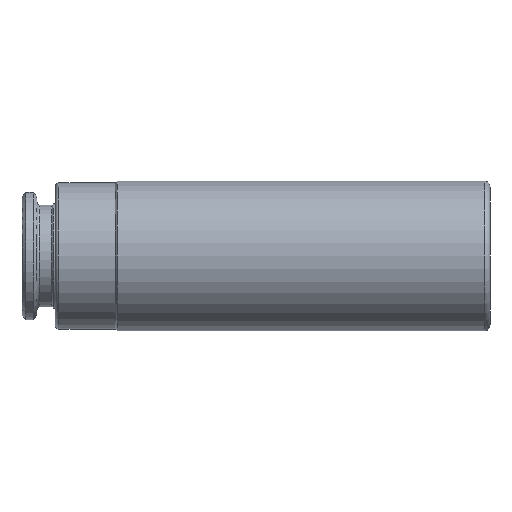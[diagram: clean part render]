
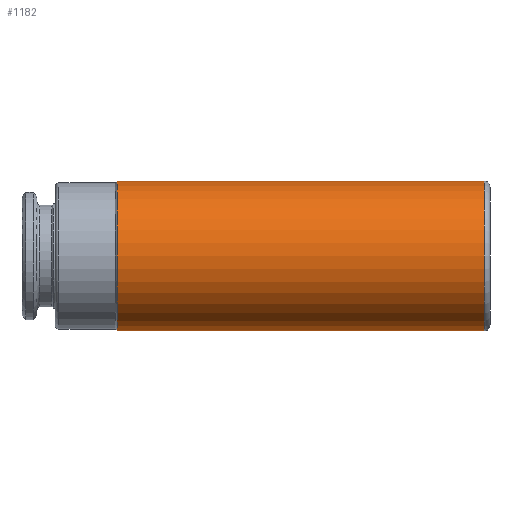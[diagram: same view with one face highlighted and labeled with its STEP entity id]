
A CAD part, front view. The second image highlights one B-rep face of the part: STEP entity #1182.
In plain terms, the highlighted cylindrical face has radius 10 mm (diameter 20 mm), a partial arc.
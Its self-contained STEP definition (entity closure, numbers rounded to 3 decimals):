
#138 = CYLINDRICAL_SURFACE ( 'NONE', #212, 10. ) ;
#162 = DIRECTION ( 'NONE',  ( -1., 0., 0. ) ) ;
#212 = AXIS2_PLACEMENT_3D ( 'NONE', #995, #1018, #1030 ) ;
#217 = FACE_OUTER_BOUND ( 'NONE', #769, .T. ) ;
#230 = CARTESIAN_POINT ( 'NONE',  ( -24.75, 0., 0. ) ) ;
#368 = CIRCLE ( 'NONE', #536, 10. ) ;
#376 = CIRCLE ( 'NONE', #539, 10. ) ;
#398 = CARTESIAN_POINT ( 'NONE',  ( 0., 0., 10. ) ) ;
#405 = VECTOR ( 'NONE', #430, 1000. ) ;
#412 = CARTESIAN_POINT ( 'NONE',  ( 0., 0., -10. ) ) ;
#414 = VECTOR ( 'NONE', #424, 1000. ) ;
#418 = LINE ( 'NONE', #412, #405 ) ;
#422 = LINE ( 'NONE', #398, #414 ) ;
#424 = DIRECTION ( 'NONE',  ( -1., 0., 0. ) ) ;
#430 = DIRECTION ( 'NONE',  ( -1., 0., 0. ) ) ;
#536 = AXIS2_PLACEMENT_3D ( 'NONE', #812, #906, #1046 ) ;
#539 = AXIS2_PLACEMENT_3D ( 'NONE', #230, #162, #1464 ) ;
#720 = ORIENTED_EDGE ( 'NONE', *, *, #942, .F. ) ;
#769 = EDGE_LOOP ( 'NONE', ( #1111, #1112, #1110, #720 ) ) ;
#812 = CARTESIAN_POINT ( 'NONE',  ( 24.2, 0., 0. ) ) ;
#897 = EDGE_CURVE ( 'NONE', #1255, #1330, #422, .T. ) ;
#902 = EDGE_CURVE ( 'NONE', #1169, #1394, #418, .T. ) ;
#906 = DIRECTION ( 'NONE',  ( -1., 0., 0. ) ) ;
#942 = EDGE_CURVE ( 'NONE', #1394, #1330, #376, .T. ) ;
#952 = EDGE_CURVE ( 'NONE', #1169, #1255, #368, .T. ) ;
#962 = CARTESIAN_POINT ( 'NONE',  ( 24.2, 0., -10. ) ) ;
#995 = CARTESIAN_POINT ( 'NONE',  ( 0., 0., 0. ) ) ;
#1018 = DIRECTION ( 'NONE',  ( -1., 0., 0. ) ) ;
#1030 = DIRECTION ( 'NONE',  ( 0., 0., 1. ) ) ;
#1046 = DIRECTION ( 'NONE',  ( 0., 0., 1. ) ) ;
#1107 = CARTESIAN_POINT ( 'NONE',  ( 24.2, 0., 10. ) ) ;
#1110 = ORIENTED_EDGE ( 'NONE', *, *, #897, .T. ) ;
#1111 = ORIENTED_EDGE ( 'NONE', *, *, #902, .F. ) ;
#1112 = ORIENTED_EDGE ( 'NONE', *, *, #952, .T. ) ;
#1169 = VERTEX_POINT ( 'NONE', #962 ) ;
#1182 = ADVANCED_FACE ( 'NONE', ( #217 ), #138, .T. ) ;
#1184 = CARTESIAN_POINT ( 'NONE',  ( -24.75, 0., 10. ) ) ;
#1255 = VERTEX_POINT ( 'NONE', #1107 ) ;
#1320 = CARTESIAN_POINT ( 'NONE',  ( -24.75, 0., -10. ) ) ;
#1330 = VERTEX_POINT ( 'NONE', #1184 ) ;
#1394 = VERTEX_POINT ( 'NONE', #1320 ) ;
#1464 = DIRECTION ( 'NONE',  ( 0., 0., 1. ) ) ;
